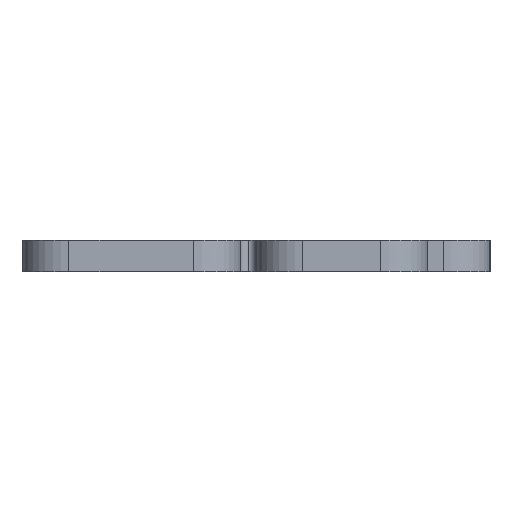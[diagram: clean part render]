
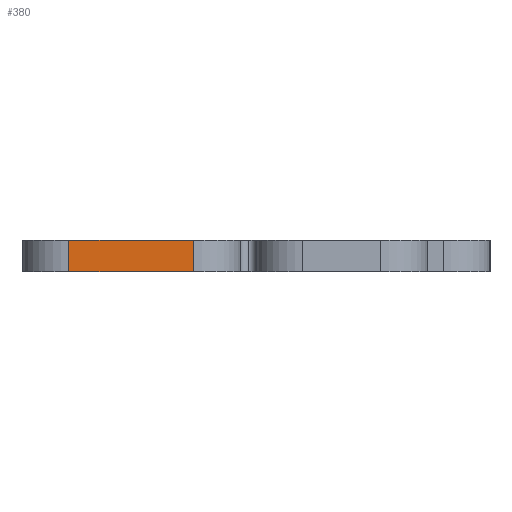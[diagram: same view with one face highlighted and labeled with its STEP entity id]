
A CAD part, left-side view. The second image highlights one B-rep face of the part: STEP entity #380.
In plain terms, the highlighted planar face has unit normal (-1, 0, 0).
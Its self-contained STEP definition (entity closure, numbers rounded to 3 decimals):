
#98 = DIRECTION ( 'NONE',  ( 0., -1., 0. ) ) ;
#167 = LINE ( 'NONE', #1742, #447 ) ;
#380 = ADVANCED_FACE ( 'NONE', ( #1197 ), #756, .F. ) ;
#427 = CARTESIAN_POINT ( 'NONE',  ( -55., 0., 2. ) ) ;
#443 = DIRECTION ( 'NONE',  ( 0., 0., 1. ) ) ;
#447 = VECTOR ( 'NONE', #4703, 1000. ) ;
#535 = CARTESIAN_POINT ( 'NONE',  ( -55., 0., 0. ) ) ;
#594 = ORIENTED_EDGE ( 'NONE', *, *, #4091, .T. ) ;
#631 = LINE ( 'NONE', #427, #4792 ) ;
#675 = EDGE_LOOP ( 'NONE', ( #1073, #2444, #2796, #594 ) ) ;
#722 = VECTOR ( 'NONE', #2104, 1000. ) ;
#756 = PLANE ( 'NONE',  #3336 ) ;
#1073 = ORIENTED_EDGE ( 'NONE', *, *, #1595, .T. ) ;
#1137 = EDGE_CURVE ( 'NONE', #4820, #4088, #1205, .T. ) ;
#1197 = FACE_OUTER_BOUND ( 'NONE', #675, .T. ) ;
#1205 = LINE ( 'NONE', #3856, #4381 ) ;
#1595 = EDGE_CURVE ( 'NONE', #2953, #4820, #3511, .T. ) ;
#1742 = CARTESIAN_POINT ( 'NONE',  ( -55., 4., 2. ) ) ;
#2104 = DIRECTION ( 'NONE',  ( 0., -1., 0. ) ) ;
#2433 = CARTESIAN_POINT ( 'NONE',  ( -55., 4., 0. ) ) ;
#2444 = ORIENTED_EDGE ( 'NONE', *, *, #1137, .T. ) ;
#2796 = ORIENTED_EDGE ( 'NONE', *, *, #3858, .F. ) ;
#2953 = VERTEX_POINT ( 'NONE', #2433 ) ;
#3097 = DIRECTION ( 'NONE',  ( 0., 0., -1. ) ) ;
#3149 = CARTESIAN_POINT ( 'NONE',  ( -55., -4., 0. ) ) ;
#3254 = VERTEX_POINT ( 'NONE', #3686 ) ;
#3336 = AXIS2_PLACEMENT_3D ( 'NONE', #3808, #3841, #3097 ) ;
#3511 = LINE ( 'NONE', #535, #722 ) ;
#3610 = CARTESIAN_POINT ( 'NONE',  ( -55., -4., 2. ) ) ;
#3686 = CARTESIAN_POINT ( 'NONE',  ( -55., 4., 2. ) ) ;
#3808 = CARTESIAN_POINT ( 'NONE',  ( -55., 0., 2. ) ) ;
#3841 = DIRECTION ( 'NONE',  ( 1., 0., 0. ) ) ;
#3856 = CARTESIAN_POINT ( 'NONE',  ( -55., -4., 2. ) ) ;
#3858 = EDGE_CURVE ( 'NONE', #3254, #4088, #631, .T. ) ;
#4088 = VERTEX_POINT ( 'NONE', #3610 ) ;
#4091 = EDGE_CURVE ( 'NONE', #3254, #2953, #167, .T. ) ;
#4381 = VECTOR ( 'NONE', #443, 1000. ) ;
#4703 = DIRECTION ( 'NONE',  ( 0., 0., -1. ) ) ;
#4792 = VECTOR ( 'NONE', #98, 1000. ) ;
#4820 = VERTEX_POINT ( 'NONE', #3149 ) ;
